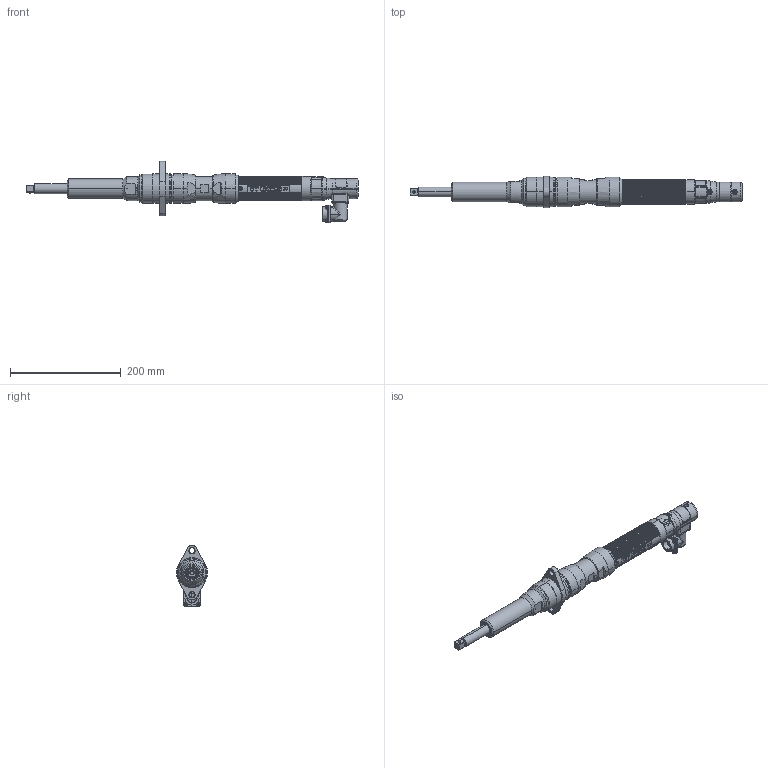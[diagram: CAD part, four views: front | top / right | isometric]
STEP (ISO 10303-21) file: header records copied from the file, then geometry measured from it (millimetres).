
FILE_DESCRIPTION((''),'2;1');
FILE_NAME('EB34MB1F2-55','2015-05-26T',('EJF1116'),(''),'PRO/ENGINEER BY PARAMETRIC TECHNOLOGY CORPORATION, 2010430','PRO/ENGINEER BY PARAMETRIC TECHNOLOGY CORPORATION, 2010430','');
FILE_SCHEMA(('CONFIG_CONTROL_DESIGN'));
Length unit declared in the file: inch
Products named in the file (1): EB34MB1F2-55
Bounding box: 599.04 x 56.39 x 110.39 mm (x, y, z)
Surface area: 157727.8 mm2 (no closed solid volume)
Topology: 0 solids, 148 shells, 706 faces, 3816 edges, 3231 vertices
Faces by surface type: cylinder 320, plane 194, bspline 66, cone 63, torus 63
Entity records: 48697 total; most frequent: CARTESIAN_POINT 20473, DIRECTION 5471, ORIENTED_EDGE 4877, EDGE_CURVE 3816, VERTEX_POINT 3231, VECTOR 2125, LINE 2125, AXIS2_PLACEMENT_3D 1673
